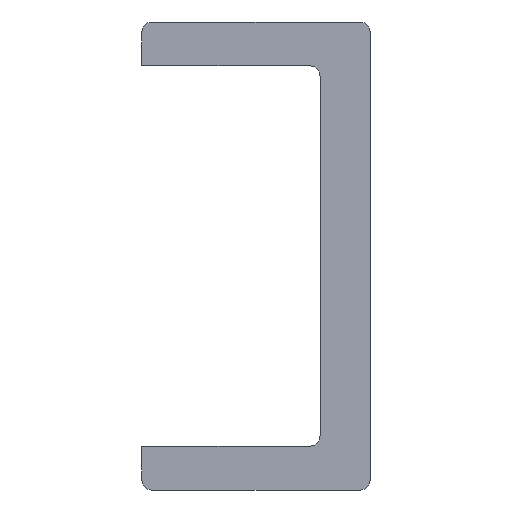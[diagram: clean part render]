
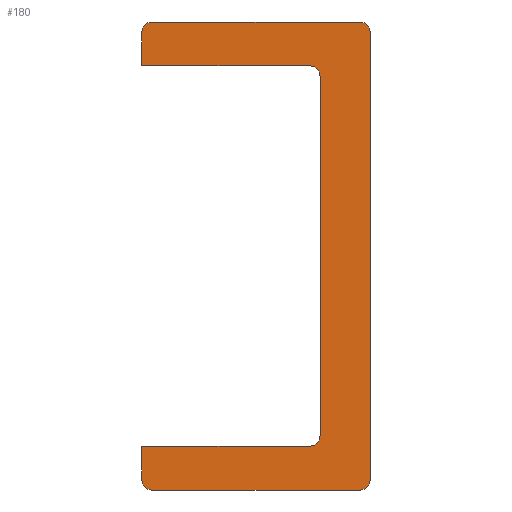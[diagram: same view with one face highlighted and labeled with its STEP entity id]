
A CAD part, front view. The second image highlights one B-rep face of the part: STEP entity #180.
In plain terms, the highlighted planar face has unit normal (0, -1, 0).
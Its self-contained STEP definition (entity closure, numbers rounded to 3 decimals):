
#180 = ADVANCED_FACE( '', ( #455 ), #456, .F. );
#455 = FACE_OUTER_BOUND( '', #950, .T. );
#456 = PLANE( '', #951 );
#950 = EDGE_LOOP( '', ( #1497, #1498, #1499, #1500, #1501, #1502, #1503, #1504, #1505, #1506, #1507, #1508, #1509, #1510 ) );
#951 = AXIS2_PLACEMENT_3D( '', #1511, #1512, #1513 );
#1497 = ORIENTED_EDGE( '', *, *, #2182, .F. );
#1498 = ORIENTED_EDGE( '', *, *, #2183, .T. );
#1499 = ORIENTED_EDGE( '', *, *, #2184, .F. );
#1500 = ORIENTED_EDGE( '', *, *, #2124, .T. );
#1501 = ORIENTED_EDGE( '', *, *, #2185, .F. );
#1502 = ORIENTED_EDGE( '', *, *, #2186, .F. );
#1503 = ORIENTED_EDGE( '', *, *, #2187, .F. );
#1504 = ORIENTED_EDGE( '', *, *, #2188, .F. );
#1505 = ORIENTED_EDGE( '', *, *, #2189, .F. );
#1506 = ORIENTED_EDGE( '', *, *, #2168, .F. );
#1507 = ORIENTED_EDGE( '', *, *, #2190, .F. );
#1508 = ORIENTED_EDGE( '', *, *, #2191, .T. );
#1509 = ORIENTED_EDGE( '', *, *, #2192, .F. );
#1510 = ORIENTED_EDGE( '', *, *, #2193, .T. );
#1511 = CARTESIAN_POINT( '', ( -10.5, 0., 21.5 ) );
#1512 = DIRECTION( '', ( 0., 1., 0. ) );
#1513 = DIRECTION( '', ( 0., 0., 1. ) );
#2124 = EDGE_CURVE( '', #2419, #2417, #2420, .F. );
#2168 = EDGE_CURVE( '', #2491, #2492, #2493, .T. );
#2182 = EDGE_CURVE( '', #2515, #2516, #2517, .T. );
#2183 = EDGE_CURVE( '', #2515, #2518, #2519, .F. );
#2184 = EDGE_CURVE( '', #2419, #2518, #2520, .T. );
#2185 = EDGE_CURVE( '', #2521, #2417, #2522, .T. );
#2186 = EDGE_CURVE( '', #2523, #2521, #2524, .T. );
#2187 = EDGE_CURVE( '', #2525, #2523, #2526, .T. );
#2188 = EDGE_CURVE( '', #2527, #2525, #2528, .T. );
#2189 = EDGE_CURVE( '', #2492, #2527, #2529, .T. );
#2190 = EDGE_CURVE( '', #2530, #2491, #2531, .T. );
#2191 = EDGE_CURVE( '', #2530, #2532, #2533, .F. );
#2192 = EDGE_CURVE( '', #2534, #2532, #2535, .T. );
#2193 = EDGE_CURVE( '', #2534, #2516, #2536, .F. );
#2417 = VERTEX_POINT( '', #2855 );
#2419 = VERTEX_POINT( '', #2858 );
#2420 = CIRCLE( '', #2859, 0.9 );
#2491 = VERTEX_POINT( '', #2931 );
#2492 = VERTEX_POINT( '', #2932 );
#2493 = LINE( '', #2933, #2934 );
#2515 = VERTEX_POINT( '', #2959 );
#2516 = VERTEX_POINT( '', #2960 );
#2517 = LINE( '', #2961, #2962 );
#2518 = VERTEX_POINT( '', #2963 );
#2519 = CIRCLE( '', #2964, 0.9 );
#2520 = LINE( '', #2965, #2966 );
#2521 = VERTEX_POINT( '', #2967 );
#2522 = LINE( '', #2968, #2969 );
#2523 = VERTEX_POINT( '', #2970 );
#2524 = LINE( '', #2971, #2972 );
#2525 = VERTEX_POINT( '', #2973 );
#2526 = CIRCLE( '', #2974, 1. );
#2527 = VERTEX_POINT( '', #2975 );
#2528 = LINE( '', #2976, #2977 );
#2529 = CIRCLE( '', #2978, 1. );
#2530 = VERTEX_POINT( '', #2979 );
#2531 = LINE( '', #2980, #2981 );
#2532 = VERTEX_POINT( '', #2982 );
#2533 = CIRCLE( '', #2983, 0.9 );
#2534 = VERTEX_POINT( '', #2984 );
#2535 = LINE( '', #2985, #2986 );
#2536 = CIRCLE( '', #2987, 0.9 );
#2855 = CARTESIAN_POINT( '', ( -10.5, 0., 20.6 ) );
#2858 = CARTESIAN_POINT( '', ( -9.6, 0., 21.5 ) );
#2859 = AXIS2_PLACEMENT_3D( '', #3330, #3331, #3332 );
#2931 = CARTESIAN_POINT( '', ( -10.5, 0., -17.5 ) );
#2932 = CARTESIAN_POINT( '', ( 4.9, 0., -17.5 ) );
#2933 = CARTESIAN_POINT( '', ( 4.9, 0., -17.5 ) );
#2934 = VECTOR( '', #3415, 1000. );
#2959 = CARTESIAN_POINT( '', ( 10.5, 0., 20.6 ) );
#2960 = CARTESIAN_POINT( '', ( 10.5, 0., -20.6 ) );
#2961 = CARTESIAN_POINT( '', ( 10.5, 0., 21.5 ) );
#2962 = VECTOR( '', #3437, 1000. );
#2963 = CARTESIAN_POINT( '', ( 9.6, 0., 21.5 ) );
#2964 = AXIS2_PLACEMENT_3D( '', #3438, #3439, #3440 );
#2965 = CARTESIAN_POINT( '', ( -10.5, 0., 21.5 ) );
#2966 = VECTOR( '', #3441, 1000. );
#2967 = CARTESIAN_POINT( '', ( -10.5, 0., 17.5 ) );
#2968 = CARTESIAN_POINT( '', ( -10.5, 0., -21.5 ) );
#2969 = VECTOR( '', #3442, 1000. );
#2970 = CARTESIAN_POINT( '', ( 4.9, 0., 17.5 ) );
#2971 = CARTESIAN_POINT( '', ( 4.9, 0., 17.5 ) );
#2972 = VECTOR( '', #3443, 1000. );
#2973 = CARTESIAN_POINT( '', ( 5.9, 0., 16.5 ) );
#2974 = AXIS2_PLACEMENT_3D( '', #3444, #3445, #3446 );
#2975 = CARTESIAN_POINT( '', ( 5.9, 0., -16.5 ) );
#2976 = CARTESIAN_POINT( '', ( 5.9, 0., 16.5 ) );
#2977 = VECTOR( '', #3447, 1000. );
#2978 = AXIS2_PLACEMENT_3D( '', #3448, #3449, #3450 );
#2979 = CARTESIAN_POINT( '', ( -10.5, 0., -20.6 ) );
#2980 = CARTESIAN_POINT( '', ( -10.5, 0., -21.5 ) );
#2981 = VECTOR( '', #3451, 1000. );
#2982 = CARTESIAN_POINT( '', ( -9.6, 0., -21.5 ) );
#2983 = AXIS2_PLACEMENT_3D( '', #3452, #3453, #3454 );
#2984 = CARTESIAN_POINT( '', ( 9.6, 0., -21.5 ) );
#2985 = CARTESIAN_POINT( '', ( 10.5, 0., -21.5 ) );
#2986 = VECTOR( '', #3455, 1000. );
#2987 = AXIS2_PLACEMENT_3D( '', #3456, #3457, #3458 );
#3330 = CARTESIAN_POINT( '', ( -9.6, 0., 20.6 ) );
#3331 = DIRECTION( '', ( 0., 1., 0. ) );
#3332 = DIRECTION( '', ( 0., 0., 1. ) );
#3415 = DIRECTION( '', ( 1., 0., 0. ) );
#3437 = DIRECTION( '', ( 0., 0., -1. ) );
#3438 = CARTESIAN_POINT( '', ( 9.6, 0., 20.6 ) );
#3439 = DIRECTION( '', ( 0., 1., 0. ) );
#3440 = DIRECTION( '', ( 0., 0., 1. ) );
#3441 = DIRECTION( '', ( 1., 0., 0. ) );
#3442 = DIRECTION( '', ( 0., 0., 1. ) );
#3443 = DIRECTION( '', ( -1., 0., 0. ) );
#3444 = CARTESIAN_POINT( '', ( 4.9, 0., 16.5 ) );
#3445 = DIRECTION( '', ( 0., -1., 0. ) );
#3446 = DIRECTION( '', ( -1., 0., 0. ) );
#3447 = DIRECTION( '', ( 0., 0., 1. ) );
#3448 = CARTESIAN_POINT( '', ( 4.9, 0., -16.5 ) );
#3449 = DIRECTION( '', ( 0., -1., 0. ) );
#3450 = DIRECTION( '', ( -1., 0., 0. ) );
#3451 = DIRECTION( '', ( 0., 0., 1. ) );
#3452 = CARTESIAN_POINT( '', ( -9.6, 0., -20.6 ) );
#3453 = DIRECTION( '', ( 0., 1., 0. ) );
#3454 = DIRECTION( '', ( 0., 0., 1. ) );
#3455 = DIRECTION( '', ( -1., 0., 0. ) );
#3456 = CARTESIAN_POINT( '', ( 9.6, 0., -20.6 ) );
#3457 = DIRECTION( '', ( 0., 1., 0. ) );
#3458 = DIRECTION( '', ( 0., 0., 1. ) );
